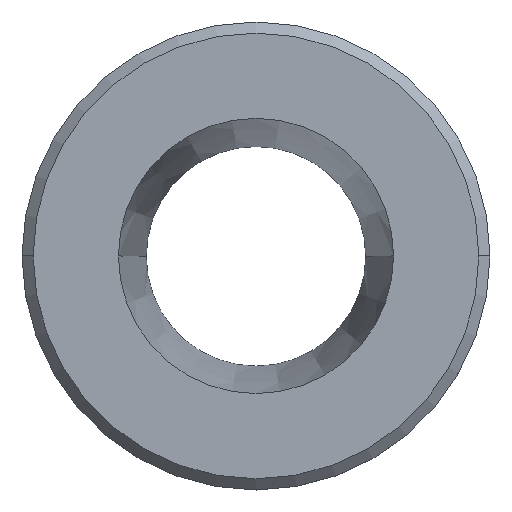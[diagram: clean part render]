
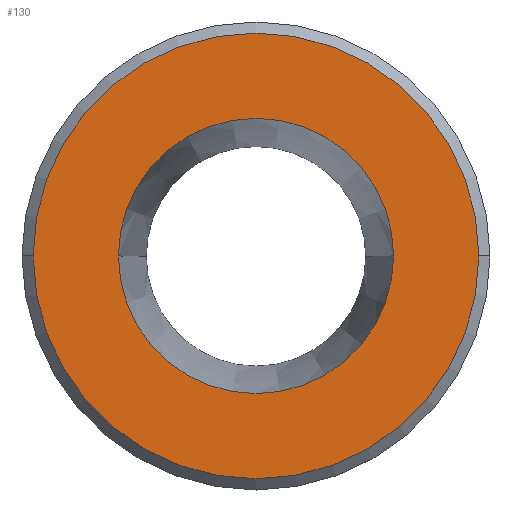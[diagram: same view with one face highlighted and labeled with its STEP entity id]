
A CAD part, top view. The second image highlights one B-rep face of the part: STEP entity #130.
In plain terms, the highlighted planar face has unit normal (0, 0, 1).
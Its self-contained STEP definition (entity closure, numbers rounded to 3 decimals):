
#90=EDGE_CURVE('',#166,#150,#202,.T.);
#96=EDGE_CURVE('',#116,#156,#209,.T.);
#106=EDGE_CURVE('',#156,#116,#220,.T.);
#116=VERTEX_POINT('',#233);
#130=ADVANCED_FACE('',(#249,#250),#251,.T.);
#142=EDGE_CURVE('',#150,#166,#266,.T.);
#150=VERTEX_POINT('',#274);
#156=VERTEX_POINT('',#280);
#166=VERTEX_POINT('',#292);
#202=CIRCLE('',#325,20.0);
#209=CIRCLE('',#335,12.351);
#220=CIRCLE('',#349,12.351);
#233=CARTESIAN_POINT('',(12.351,0.,3.));
#249=FACE_OUTER_BOUND('',#383,.T.);
#250=FACE_BOUND('',#384,.T.);
#251=PLANE('',#385);
#266=CIRCLE('',#406,20.0);
#274=CARTESIAN_POINT('',(20.0,0.,3.));
#280=CARTESIAN_POINT('',(-12.351,0.,3.));
#292=CARTESIAN_POINT('',(-20.0,0.,3.));
#325=AXIS2_PLACEMENT_3D('',#446,#447,#448);
#335=AXIS2_PLACEMENT_3D('',#458,#459,#460);
#349=AXIS2_PLACEMENT_3D('',#475,#476,#477);
#383=EDGE_LOOP('',(#521,#522));
#384=EDGE_LOOP('',(#523,#524));
#385=AXIS2_PLACEMENT_3D('',#525,#526,#527);
#406=AXIS2_PLACEMENT_3D('',#549,#550,#551);
#446=CARTESIAN_POINT('',(0.,0.,3.));
#447=DIRECTION('',(0.0,0.0,-1.0));
#448=DIRECTION('',(1.0,0.,0.0));
#458=CARTESIAN_POINT('',(0.,0.,3.));
#459=DIRECTION('',(0.0,0.0,-1.0));
#460=DIRECTION('',(1.0,0.,0.0));
#475=CARTESIAN_POINT('',(0.,0.,3.));
#476=DIRECTION('',(0.0,0.0,-1.0));
#477=DIRECTION('',(1.0,0.,0.0));
#521=ORIENTED_EDGE('',*,*,#142,.F.);
#522=ORIENTED_EDGE('',*,*,#90,.F.);
#523=ORIENTED_EDGE('',*,*,#96,.T.);
#524=ORIENTED_EDGE('',*,*,#106,.T.);
#525=CARTESIAN_POINT('',(16.176,0.,3.));
#526=DIRECTION('',(0.0,0.0,1.0));
#527=DIRECTION('',(-1.0,0.,0.0));
#549=CARTESIAN_POINT('',(0.,0.,3.));
#550=DIRECTION('',(0.0,0.0,-1.0));
#551=DIRECTION('',(1.0,0.,0.0));
